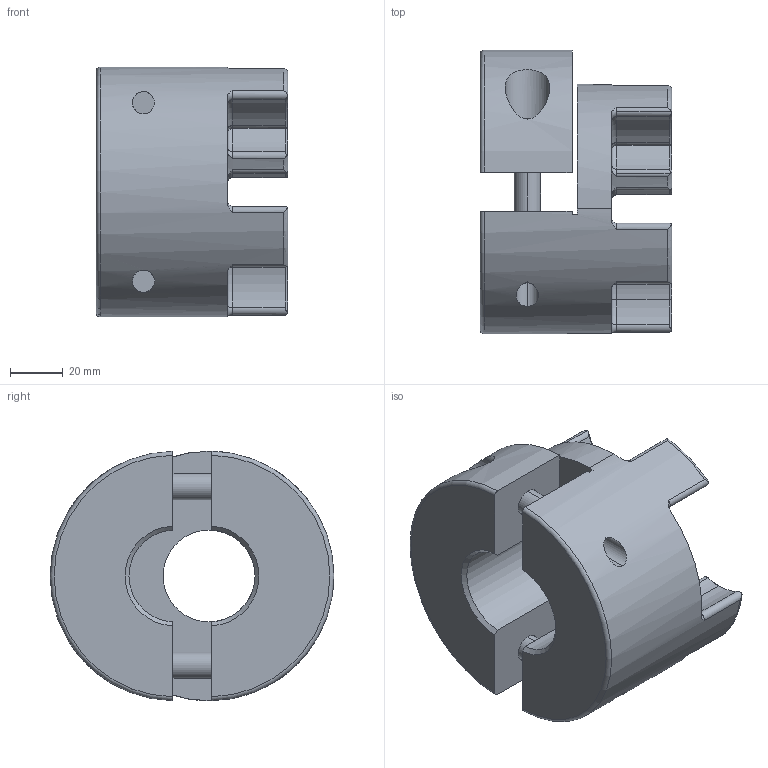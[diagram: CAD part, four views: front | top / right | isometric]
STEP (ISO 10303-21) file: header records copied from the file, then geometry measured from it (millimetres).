
FILE_DESCRIPTION (( 'STEP AP203' ), '1' );
FILE_NAME ('SJC-90CW.STEP', '2024-05-10T08:30:15', ( '' ), ( '' ), 'SwSTEP 2.0', 'SolidWorks 2024', '' );
FILE_SCHEMA (( 'CONFIG_CONTROL_DESIGN' ));
Length unit declared in the file: millimetre
Products named in the file (4): SJC-90CW-B_35; SJC-90CW; KS 1003 - M10 x 35 x 35-N_KS 1003 - M10 x 35 x 35-N; SJC-90CW-C_35
Assembly tree (4 placements, depth 2):
  SJC-90CW
    SJC-90CW-B_35
    SJC-90CW-C_35
    KS 1003 - M10 x 35 x 35-N_KS 1003 - M10 x 35 x 35-N  x2
Bounding box: 73 x 108 x 95 mm (x, y, z)
Volume: 312482 mm3; surface area: 57644.6 mm2
Topology: 4 solids, 4 shells, 208 faces, 522 edges, 320 vertices
Faces by surface type: cylinder 72, plane 53, torus 52, cone 31
Entity records: 6579 total; most frequent: CARTESIAN_POINT 1835, DIRECTION 951, ORIENTED_EDGE 896, EDGE_CURVE 448, AXIS2_PLACEMENT_3D 407, VERTEX_POINT 283, CIRCLE 223, EDGE_LOOP 193
